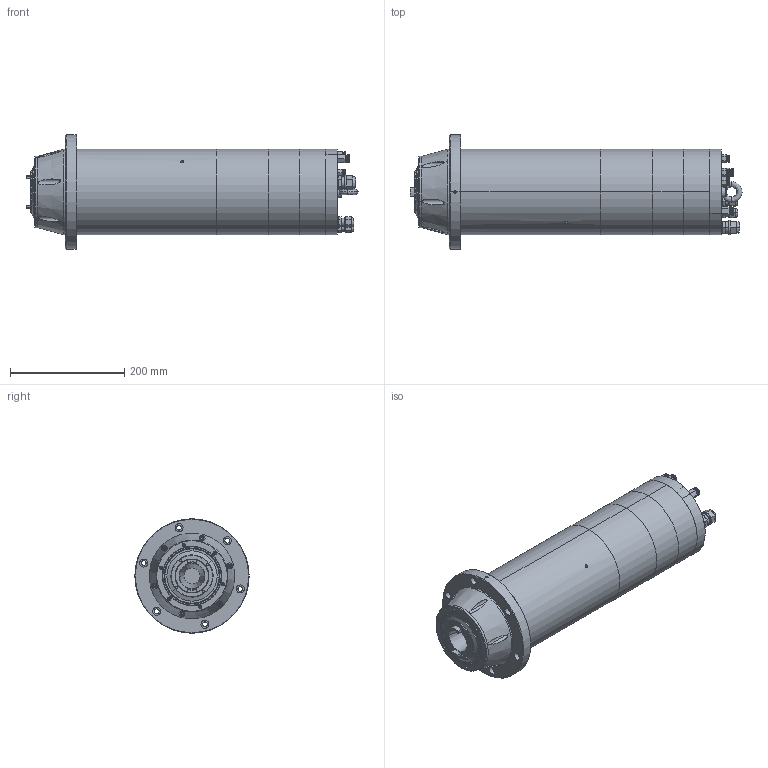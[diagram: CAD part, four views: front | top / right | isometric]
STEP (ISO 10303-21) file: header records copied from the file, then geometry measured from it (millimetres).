
FILE_DESCRIPTION (( 'STEP AP214' ), '1' );
FILE_NAME ('GDL150Y-40-12Z_17三维.STEP', '2024-07-16T05:43:58', ( '00' ), ( '' ), 'SwSTEP 2.0', 'SolidWorks 2018', '' );
FILE_SCHEMA (( 'AUTOMOTIVE_DESIGN' ));
Length unit declared in the file: millimetre
Products named in the file (14): GDL150Y-40-12Z-12-05; GDL150Y-40-12Z-12-03; GDL150Y-40-12Z-12-04; GDL150-40-12Z-7.5-03-1; GB 825-88________M8__16(20__).STEP; PC801-S; 陓瘍羲壽M12_1; 萇埭羲壽M16; GDL150Y-40-12Z-12-01; PC601-S; GDL150Y-40-12Z-12-02; GDL150Y-40-12Z-12-14; GDL150-40-12Z-7.5-05; GDL150Y-40-12Z_17三维
Assembly tree (18 placements, depth 2):
  GDL150Y-40-12Z_17三维
    GDL150-40-12Z-7.5-05
    GDL150Y-40-12Z-12-05
    GDL150-40-12Z-7.5-03-1
    GDL150Y-40-12Z-12-03
    GDL150Y-40-12Z-12-04
    GDL150Y-40-12Z-12-14
    GDL150Y-40-12Z-12-02
    GDL150Y-40-12Z-12-01
    萇埭羲壽M16
    陓瘍羲壽M12_1  x2
    PC801-S  x2
    GB 825-88________M8__16(20__).STEP
    PC601-S  x4
Bounding box: 580.6 x 200 x 200 mm (x, y, z)
Volume: 6256141 mm3; surface area: 772143.4 mm2
Topology: 21 solids, 21 shells, 1181 faces, 2783 edges, 1700 vertices
Faces by surface type: cylinder 497, plane 315, cone 234, bspline 131, torus 4
Entity records: 38628 total; most frequent: CARTESIAN_POINT 10405, DIRECTION 4483, ORIENTED_EDGE 4060, EDGE_CURVE 2030, AXIS2_PLACEMENT_3D 1854, VERTEX_POINT 1276, EDGE_LOOP 1100, CIRCLE 1005
